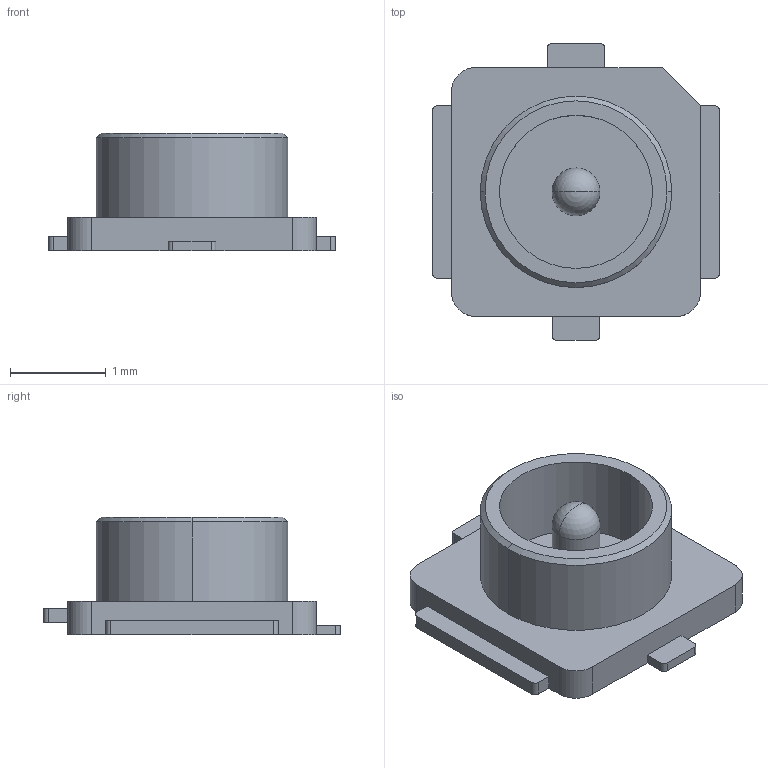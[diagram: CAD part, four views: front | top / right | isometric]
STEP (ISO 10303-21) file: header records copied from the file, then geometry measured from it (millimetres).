
FILE_DESCRIPTION((''),'2;1');
FILE_NAME('C-1909763-1','2013-09-30T',('workeradm'),('Tyco Electronics Ltd.'),'PRO/ENGINEER BY PARAMETRIC TECHNOLOGY CORPORATION, 2013050','PRO/ENGINEER BY PARAMETRIC TECHNOLOGY CORPORATION, 2013050','');
FILE_SCHEMA(('AUTOMOTIVE_DESIGN { 1 0 10303 214 1 1 1 1 }'));
Length unit declared in the file: millimetre
Products named in the file (1): C-1909763-1
Bounding box: 3 x 3.1 x 1.23 mm (x, y, z)
Volume: 3.6 mm3; surface area: 29.9 mm2
Topology: 1 solids, 1 shells, 47 faces, 121 edges, 78 vertices
Faces by surface type: plane 26, cylinder 17, cone 2, sphere 2
Entity records: 1595 total; most frequent: DIRECTION 251, CARTESIAN_POINT 246, ORIENTED_EDGE 238, COLOUR_RGB 126, EDGE_CURVE 119, AXIS2_PLACEMENT_3D 85, VECTOR 81, LINE 81
